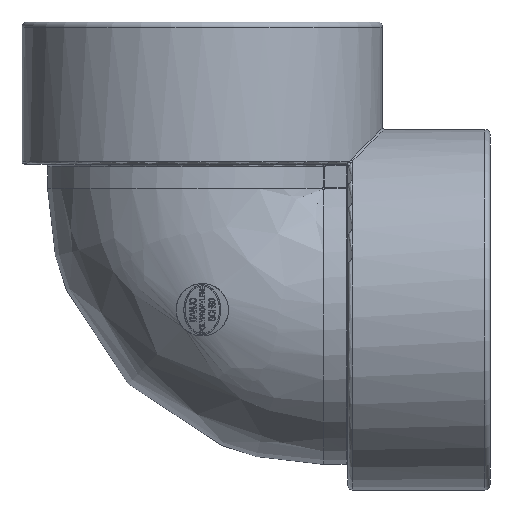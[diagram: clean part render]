
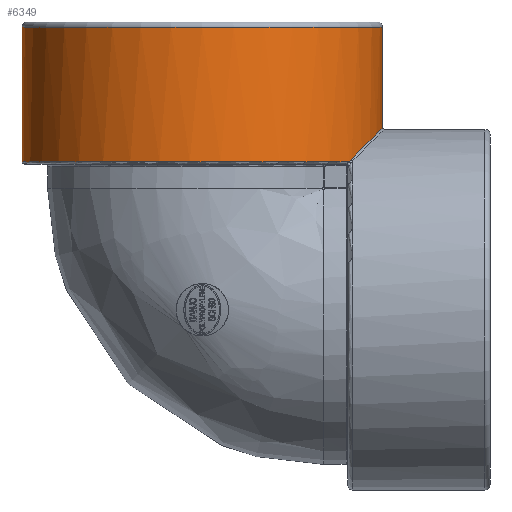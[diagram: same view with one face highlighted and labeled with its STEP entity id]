
A CAD part, left-side view. The second image highlights one B-rep face of the part: STEP entity #6349.
In plain terms, the highlighted cylindrical face has radius 54.737 mm (diameter 109.474 mm), a full revolution.
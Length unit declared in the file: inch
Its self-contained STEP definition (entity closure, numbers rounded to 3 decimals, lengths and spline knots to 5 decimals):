
#228=ELLIPSE($,#6755,3.06181,2.155);
#236=FACE_BOUND($,#869,.T.);
#454=CYLINDRICAL_SURFACE($,#6753,2.155);
#477=FACE_OUTER_BOUND($,#868,.T.);
#868=EDGE_LOOP($,(#4333,#4334,#4335,#4336));
#869=EDGE_LOOP($,(#4337));
#1318=CIRCLE($,#6754,2.155);
#1319=CIRCLE($,#6756,2.155);
#2005=B_SPLINE_CURVE_WITH_KNOTS($,3,(#9000,#9001,#9002,#9003),
 .UNSPECIFIED.,.F.,.F.,(4,4),(0.,0.13542),.UNSPECIFIED.);
#2006=B_SPLINE_CURVE_WITH_KNOTS($,3,(#9007,#9008,#9009,#9010),
 .UNSPECIFIED.,.F.,.F.,(4,4),(0.,0.13542),.UNSPECIFIED.);
#2642=VERTEX_POINT($,#8998);
#2643=VERTEX_POINT($,#8999);
#2644=VERTEX_POINT($,#9004);
#2645=VERTEX_POINT($,#9006);
#2646=VERTEX_POINT($,#9012);
#3314=EDGE_CURVE($,#2642,#2643,#2005,.T.);
#3315=EDGE_CURVE($,#2644,#2642,#1318,.T.);
#3316=EDGE_CURVE($,#2645,#2644,#2006,.T.);
#3317=EDGE_CURVE($,#2643,#2645,#228,.T.);
#3318=EDGE_CURVE($,#2646,#2646,#1319,.T.);
#4333=ORIENTED_EDGE($,*,*,#3314,.F.);
#4334=ORIENTED_EDGE($,*,*,#3315,.F.);
#4335=ORIENTED_EDGE($,*,*,#3316,.F.);
#4336=ORIENTED_EDGE($,*,*,#3317,.F.);
#4337=ORIENTED_EDGE($,*,*,#3318,.F.);
#6349=ADVANCED_FACE($,(#477,#236),#454,.T.);
#6753=AXIS2_PLACEMENT_3D($,#8997,#7030,#7031);
#6754=AXIS2_PLACEMENT_3D($,#9005,#7032,#7033);
#6755=AXIS2_PLACEMENT_3D($,#9011,#7034,#7035);
#6756=AXIS2_PLACEMENT_3D($,#9013,#7036,#7037);
#7030=DIRECTION('center_axis',(0.,0.,1.));
#7031=DIRECTION('ref_axis',(1.,0.,0.));
#7032=DIRECTION('center_axis',(0.,0.,-1.));
#7033=DIRECTION('ref_axis',(0.,1.,0.));
#7034=DIRECTION('center_axis',(0.,-0.71,-0.704));
#7035=DIRECTION('ref_axis',(0.,-0.704,0.71));
#7036=DIRECTION('center_axis',(0.,0.,1.));
#7037=DIRECTION('ref_axis',(-1.,0.,0.));
#8997=CARTESIAN_POINT('Origin',(0.,0.,2.59));
#8998=CARTESIAN_POINT('',(1.24551,-1.75862,1.77));
#8999=CARTESIAN_POINT('',(1.20968,-1.78345,1.8));
#9000=CARTESIAN_POINT('Ctrl Pts',(1.24551,-1.75862,1.77));
#9001=CARTESIAN_POINT('Ctrl Pts',(1.23436,-1.76651,1.78121));
#9002=CARTESIAN_POINT('Ctrl Pts',(1.22239,-1.77483,1.7913));
#9003=CARTESIAN_POINT('Ctrl Pts',(1.20968,-1.78345,1.8));
#9004=CARTESIAN_POINT('',(-1.24551,-1.75862,1.77));
#9005=CARTESIAN_POINT('Origin',(0.,0.,1.77));
#9006=CARTESIAN_POINT('',(-1.20968,-1.78345,1.8));
#9007=CARTESIAN_POINT('Ctrl Pts',(-1.20968,-1.78345,1.8));
#9008=CARTESIAN_POINT('Ctrl Pts',(-1.22239,-1.77483,1.7913));
#9009=CARTESIAN_POINT('Ctrl Pts',(-1.23436,-1.76651,1.78121));
#9010=CARTESIAN_POINT('Ctrl Pts',(-1.24551,-1.75862,1.77));
#9011=CARTESIAN_POINT('Origin',(0.,0.,0.));
#9012=CARTESIAN_POINT('',(2.155,0.,3.38));
#9013=CARTESIAN_POINT('Origin',(0.,0.,3.38));
